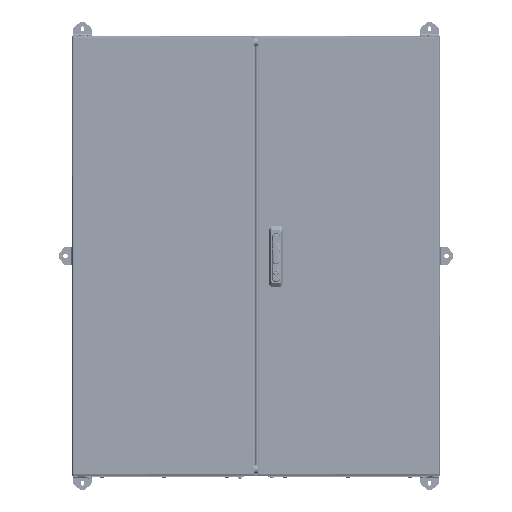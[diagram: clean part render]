
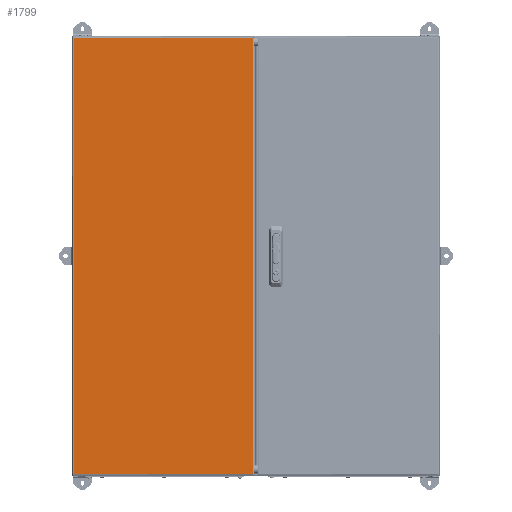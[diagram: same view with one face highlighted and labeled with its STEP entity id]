
A CAD part, top view. The second image highlights one B-rep face of the part: STEP entity #1799.
In plain terms, the highlighted planar face has unit normal (0, 0, 1).
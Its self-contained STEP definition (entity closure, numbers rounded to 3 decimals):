
#1762 = CARTESIAN_POINT ( 'NONE',  ( 0., 0., 0. ) ) ;
#1799 = ADVANCED_FACE ( 'NONE', ( #85094 ), #76654, .T. ) ;
#2557 = VERTEX_POINT ( 'NONE', #35426 ) ;
#8776 = EDGE_CURVE ( 'NONE', #31769, #55948, #87237, .T. ) ;
#8876 = CARTESIAN_POINT ( 'NONE',  ( -244.5, 594.5, 0. ) ) ;
#10850 = EDGE_CURVE ( 'NONE', #2557, #31769, #20002, .T. ) ;
#18705 = CARTESIAN_POINT ( 'NONE',  ( -245.293, -594.5, 0. ) ) ;
#19950 = ORIENTED_EDGE ( 'NONE', *, *, #10850, .T. ) ;
#20002 = LINE ( 'NONE', #39328, #77120 ) ;
#25140 = ORIENTED_EDGE ( 'NONE', *, *, #32166, .T. ) ;
#26765 = ORIENTED_EDGE ( 'NONE', *, *, #8776, .T. ) ;
#31769 = VERTEX_POINT ( 'NONE', #8876 ) ;
#32166 = EDGE_CURVE ( 'NONE', #36863, #2557, #59509, .T. ) ;
#32433 = VECTOR ( 'NONE', #80588, 1000. ) ;
#35426 = CARTESIAN_POINT ( 'NONE',  ( 244.5, 594.5, 0. ) ) ;
#36863 = VERTEX_POINT ( 'NONE', #94523 ) ;
#36912 = AXIS2_PLACEMENT_3D ( 'NONE', #1762, #39842, #85684 ) ;
#39088 = EDGE_LOOP ( 'NONE', ( #19950, #26765, #56940, #25140 ) ) ;
#39328 = CARTESIAN_POINT ( 'NONE',  ( 245.293, 594.5, 0. ) ) ;
#39842 = DIRECTION ( 'NONE',  ( 0., 0., 1. ) ) ;
#45910 = LINE ( 'NONE', #18705, #64145 ) ;
#46510 = DIRECTION ( 'NONE',  ( 1., 0., 0. ) ) ;
#48650 = VECTOR ( 'NONE', #78190, 1000. ) ;
#51656 = CARTESIAN_POINT ( 'NONE',  ( -244.5, 595.293, 0. ) ) ;
#55948 = VERTEX_POINT ( 'NONE', #56410 ) ;
#56410 = CARTESIAN_POINT ( 'NONE',  ( -244.5, -594.5, 0. ) ) ;
#56940 = ORIENTED_EDGE ( 'NONE', *, *, #70134, .T. ) ;
#59509 = LINE ( 'NONE', #87233, #48650 ) ;
#64145 = VECTOR ( 'NONE', #46510, 1000. ) ;
#70134 = EDGE_CURVE ( 'NONE', #55948, #36863, #45910, .T. ) ;
#76654 = PLANE ( 'NONE',  #36912 ) ;
#77120 = VECTOR ( 'NONE', #102687, 1000. ) ;
#78190 = DIRECTION ( 'NONE',  ( 0., 1., 0. ) ) ;
#80588 = DIRECTION ( 'NONE',  ( 0., -1., 0. ) ) ;
#85094 = FACE_OUTER_BOUND ( 'NONE', #39088, .T. ) ;
#85684 = DIRECTION ( 'NONE',  ( 1., 0., 0. ) ) ;
#87233 = CARTESIAN_POINT ( 'NONE',  ( 244.5, -595.293, 0. ) ) ;
#87237 = LINE ( 'NONE', #51656, #32433 ) ;
#94523 = CARTESIAN_POINT ( 'NONE',  ( 244.5, -594.5, 0. ) ) ;
#102687 = DIRECTION ( 'NONE',  ( -1., 0., 0. ) ) ;
